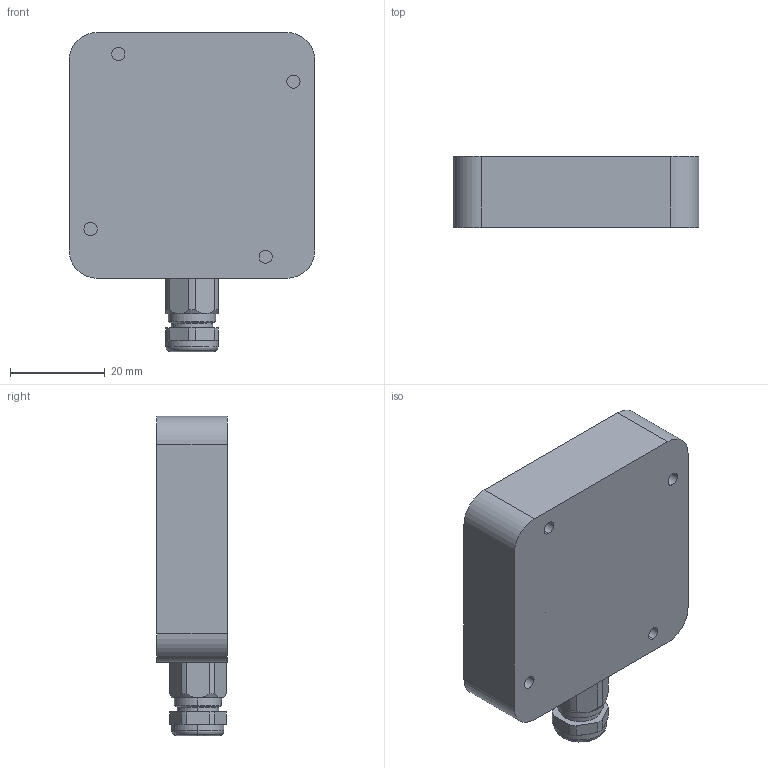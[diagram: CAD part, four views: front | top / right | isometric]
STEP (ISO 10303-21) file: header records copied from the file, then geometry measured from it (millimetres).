
FILE_DESCRIPTION((''),'2;1');
FILE_NAME('KLINGEL_ASM_ASM','2024-07-08T19:53:18',('agsler'),(''),'CREO PARAMETRIC BY PTC INC, 2023073','CREO PARAMETRIC BY PTC INC, 2023073','');
FILE_SCHEMA(('CONFIG_CONTROL_DESIGN'));
Length unit declared in the file: millimetre
Products named in the file (17): 01-GEHAEUSE; 02-ABDECKUNG; DIN7991_M3X8; LAPP_SKINDICHT_M8_52001880; 03-ISOLATOR; COMPOUND_1; COMPOUND_2; COMPOUND_ASM; HTMS-103-01-G-D_ASM; _AUTOSAVE-AGS_KLINGEL_V2_PCB; AGS_KLINGEL_V2_1_ASM; AGS_KLINGEL_V2_ASM; O-RING_44X1; TTP223; 1X3_MALE_PIN_HEADER_ASM; DIN84_M3X5; KLINGEL_ASM_ASM
Assembly tree (20 placements, depth 6):
  KLINGEL_ASM_ASM
    01-GEHAEUSE
    02-ABDECKUNG
    DIN7991_M3X8  x4
    LAPP_SKINDICHT_M8_52001880
    03-ISOLATOR
    AGS_KLINGEL_V2_ASM
      AGS_KLINGEL_V2_1_ASM
        HTMS-103-01-G-D_ASM
          COMPOUND_ASM
            COMPOUND_1
            COMPOUND_2
        _AUTOSAVE-AGS_KLINGEL_V2_PCB
    O-RING_44X1
    TTP223
    1X3_MALE_PIN_HEADER_ASM
    DIN84_M3X5  x2
Bounding box: 52 x 15 x 67.5 mm (x, y, z)
Volume: 32185.9 mm3; surface area: 23649.4 mm2
Topology: 16 solids, 23 shells, 1021 faces, 2779 edges, 1815 vertices
Faces by surface type: plane 716, cylinder 191, cone 80, torus 30, revolution 4
Entity records: 30153 total; most frequent: CARTESIAN_POINT 5684, ORIENTED_EDGE 5064, DIRECTION 4890, EDGE_CURVE 2546, VECTOR 2004, LINE 2004, VERTEX_POINT 1675, AXIS2_PLACEMENT_3D 1441
